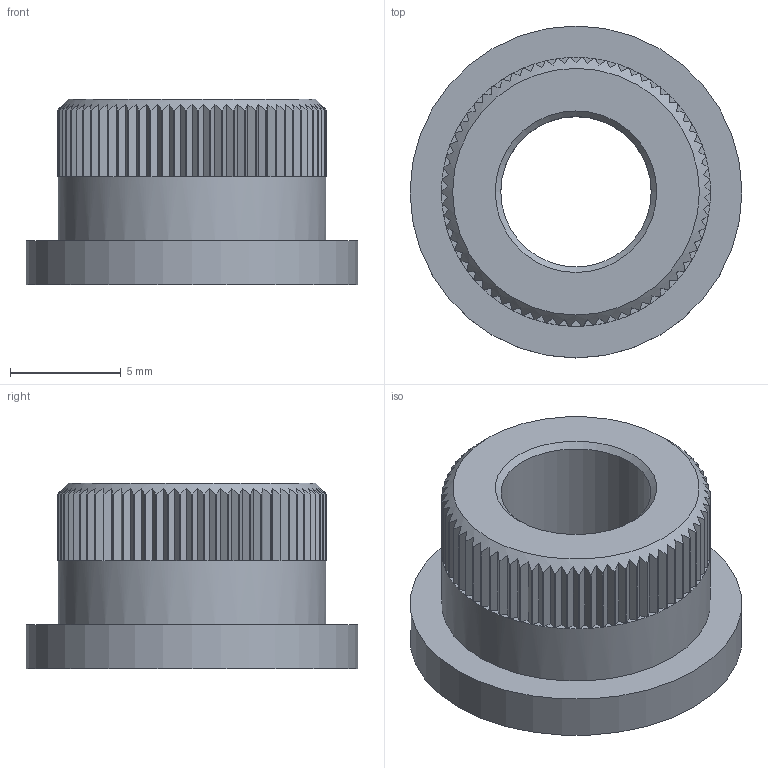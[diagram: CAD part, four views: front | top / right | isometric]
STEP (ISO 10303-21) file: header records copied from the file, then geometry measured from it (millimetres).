
FILE_DESCRIPTION (( 'STEP AP203' ), '1' );
FILE_NAME ('92100-B.STEP', '2016-11-15T13:09:03', ( 'Anwender' ), ( '' ), 'SwSTEP 2.0', 'SolidWorks 2015', '' );
FILE_SCHEMA (( 'CONFIG_CONTROL_DESIGN' ));
Length unit declared in the file: millimetre
Products named in the file (1): 92100-B
Bounding box: 15 x 15 x 8.4 mm (x, y, z)
Volume: 770.5 mm3; surface area: 829.1 mm2
Topology: 1 solids, 1 shells, 219 faces, 646 edges, 430 vertices
Faces by surface type: plane 213, cylinder 3, cone 3
Full cylindrical faces by diameter (mm): 6.8 x1, 12.15 x1, 15 x1
Entity records: 7465 total; most frequent: CARTESIAN_POINT 1706, ORIENTED_EDGE 1276, DIRECTION 1086, EDGE_CURVE 638, VERTEX_POINT 428, AXIS2_PLACEMENT_3D 368, VECTOR 350, LINE 350
